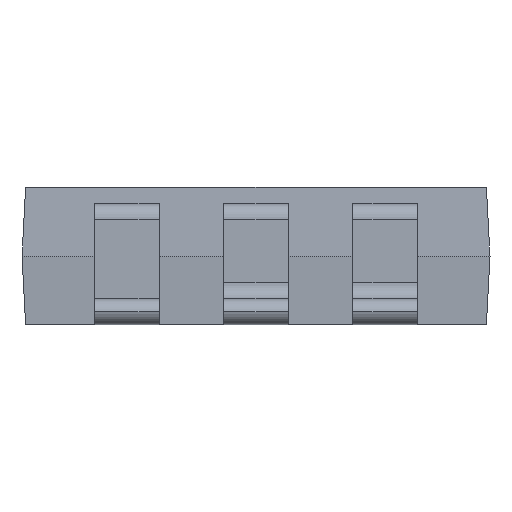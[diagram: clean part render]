
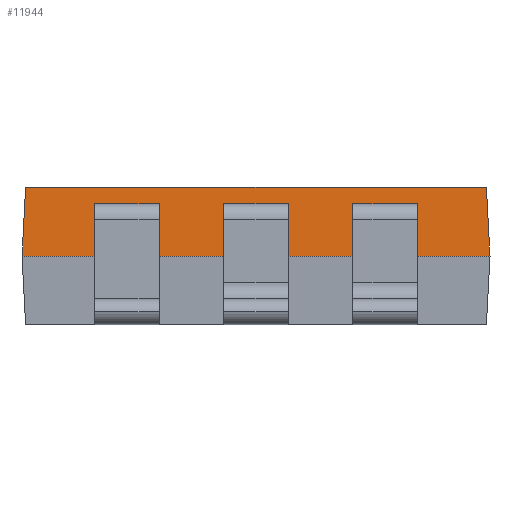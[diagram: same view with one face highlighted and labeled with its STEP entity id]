
A CAD part, front view. The second image highlights one B-rep face of the part: STEP entity #11944.
In plain terms, the highlighted planar face has unit normal (0, -0.999, 0.052).
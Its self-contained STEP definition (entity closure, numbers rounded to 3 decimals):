
#70 = VECTOR ( 'NONE', #7034, 1000. ) ;
#201 = CARTESIAN_POINT ( 'NONE',  ( 1., -0.783, 0.325 ) ) ;
#210 = VECTOR ( 'NONE', #286, 1000. ) ;
#261 = EDGE_CURVE ( 'NONE', #7012, #13281, #12283, .T. ) ;
#286 = DIRECTION ( 'NONE',  ( 0., 0.052, 0.999 ) ) ;
#446 = PLANE ( 'NONE',  #12139 ) ;
#678 = ORIENTED_EDGE ( 'NONE', *, *, #10858, .F. ) ;
#740 = VECTOR ( 'NONE', #12692, 1000. ) ;
#759 = CARTESIAN_POINT ( 'NONE',  ( -0.6, -0.791, 0.165 ) ) ;
#858 = ORIENTED_EDGE ( 'NONE', *, *, #12334, .F. ) ;
#1154 = LINE ( 'NONE', #6759, #9068 ) ;
#1195 = DIRECTION ( 'NONE',  ( 0.052, -0.052, -0.997 ) ) ;
#1672 = CARTESIAN_POINT ( 'NONE',  ( -0.2, -0.783, 0.325 ) ) ;
#1803 = LINE ( 'NONE', #3362, #15236 ) ;
#1878 = CARTESIAN_POINT ( 'NONE',  ( -1.45, -0.8, 0. ) ) ;
#2085 = CARTESIAN_POINT ( 'NONE',  ( -0.2, -0.791, 0.165 ) ) ;
#2212 = CARTESIAN_POINT ( 'NONE',  ( -1., -0.783, 0.325 ) ) ;
#2636 = CARTESIAN_POINT ( 'NONE',  ( 0., -0.778, 0.425 ) ) ;
#2660 = LINE ( 'NONE', #4126, #10237 ) ;
#2712 = ORIENTED_EDGE ( 'NONE', *, *, #16377, .T. ) ;
#2811 = EDGE_LOOP ( 'NONE', ( #13002, #15921, #3601, #2712 ) ) ;
#3059 = EDGE_CURVE ( 'NONE', #5774, #10597, #15233, .T. ) ;
#3179 = VECTOR ( 'NONE', #3737, 1000. ) ;
#3266 = ORIENTED_EDGE ( 'NONE', *, *, #14866, .F. ) ;
#3362 = CARTESIAN_POINT ( 'NONE',  ( 0.2, -0.791, 0.165 ) ) ;
#3601 = ORIENTED_EDGE ( 'NONE', *, *, #17257, .T. ) ;
#3721 = CARTESIAN_POINT ( 'NONE',  ( 1.428, -0.778, 0.425 ) ) ;
#3737 = DIRECTION ( 'NONE',  ( 0., 0.052, 0.999 ) ) ;
#3854 = EDGE_LOOP ( 'NONE', ( #5486, #3266, #14415, #6202 ) ) ;
#4042 = CARTESIAN_POINT ( 'NONE',  ( 1.45, -0.8, 0. ) ) ;
#4126 = CARTESIAN_POINT ( 'NONE',  ( 0.2, -0.783, 0.325 ) ) ;
#4489 = VERTEX_POINT ( 'NONE', #2212 ) ;
#4621 = VERTEX_POINT ( 'NONE', #16850 ) ;
#4940 = ORIENTED_EDGE ( 'NONE', *, *, #15866, .T. ) ;
#4998 = CARTESIAN_POINT ( 'NONE',  ( 0.2, -0.791, 0.165 ) ) ;
#5486 = ORIENTED_EDGE ( 'NONE', *, *, #13049, .F. ) ;
#5500 = VECTOR ( 'NONE', #8198, 1000. ) ;
#5642 = CARTESIAN_POINT ( 'NONE',  ( 1.45, -0.8, 0. ) ) ;
#5688 = CARTESIAN_POINT ( 'NONE',  ( -0.6, -0.791, 0.165 ) ) ;
#5774 = VERTEX_POINT ( 'NONE', #1878 ) ;
#5822 = CARTESIAN_POINT ( 'NONE',  ( -1., -0.791, 0.165 ) ) ;
#6202 = ORIENTED_EDGE ( 'NONE', *, *, #14414, .T. ) ;
#6332 = FACE_BOUND ( 'NONE', #8596, .T. ) ;
#6354 = EDGE_LOOP ( 'NONE', ( #11229, #678, #858, #4940 ) ) ;
#6380 = DIRECTION ( 'NONE',  ( 0., 0.052, 0.999 ) ) ;
#6759 = CARTESIAN_POINT ( 'NONE',  ( -0.6, -0.791, 0.165 ) ) ;
#6947 = ORIENTED_EDGE ( 'NONE', *, *, #261, .T. ) ;
#7012 = VERTEX_POINT ( 'NONE', #8261 ) ;
#7034 = DIRECTION ( 'NONE',  ( 1., 0., 0. ) ) ;
#7241 = LINE ( 'NONE', #17032, #12856 ) ;
#7600 = ORIENTED_EDGE ( 'NONE', *, *, #9023, .T. ) ;
#7902 = FACE_BOUND ( 'NONE', #3854, .T. ) ;
#8198 = DIRECTION ( 'NONE',  ( -1., 0., 0. ) ) ;
#8261 = CARTESIAN_POINT ( 'NONE',  ( 0.2, -0.791, 0.165 ) ) ;
#8594 = VECTOR ( 'NONE', #1195, 1000. ) ;
#8596 = EDGE_LOOP ( 'NONE', ( #8701, #17698, #6947, #7600 ) ) ;
#8620 = VERTEX_POINT ( 'NONE', #201 ) ;
#8701 = ORIENTED_EDGE ( 'NONE', *, *, #17454, .F. ) ;
#8794 = CARTESIAN_POINT ( 'NONE',  ( -0.6, -0.783, 0.325 ) ) ;
#8820 = DIRECTION ( 'NONE',  ( -1., 0., 0. ) ) ;
#8827 = VERTEX_POINT ( 'NONE', #14361 ) ;
#8992 = DIRECTION ( 'NONE',  ( 0., 0.052, 0.999 ) ) ;
#9023 = EDGE_CURVE ( 'NONE', #13281, #15494, #16354, .T. ) ;
#9068 = VECTOR ( 'NONE', #12400, 1000. ) ;
#9538 = LINE ( 'NONE', #2636, #70 ) ;
#9568 = DIRECTION ( 'NONE',  ( -1., 0., 0. ) ) ;
#9578 = VERTEX_POINT ( 'NONE', #12104 ) ;
#10175 = CARTESIAN_POINT ( 'NONE',  ( 1., -0.791, 0.165 ) ) ;
#10237 = VECTOR ( 'NONE', #9568, 1000. ) ;
#10597 = VERTEX_POINT ( 'NONE', #5642 ) ;
#10858 = EDGE_CURVE ( 'NONE', #14162, #10597, #16948, .T. ) ;
#10973 = VECTOR ( 'NONE', #12135, 1000. ) ;
#10994 = CARTESIAN_POINT ( 'NONE',  ( -1.45, -0.8, 0. ) ) ;
#11096 = VERTEX_POINT ( 'NONE', #15164 ) ;
#11229 = ORIENTED_EDGE ( 'NONE', *, *, #3059, .T. ) ;
#11515 = VECTOR ( 'NONE', #17806, 1000. ) ;
#11845 = VERTEX_POINT ( 'NONE', #15845 ) ;
#11944 = ADVANCED_FACE ( 'NONE', ( #7902, #13548, #6332, #17869 ), #446, .T. ) ;
#11985 = CARTESIAN_POINT ( 'NONE',  ( -1.45, -0.8, 0. ) ) ;
#12104 = CARTESIAN_POINT ( 'NONE',  ( 0.2, -0.783, 0.325 ) ) ;
#12135 = DIRECTION ( 'NONE',  ( 1., 0., 0. ) ) ;
#12139 = AXIS2_PLACEMENT_3D ( 'NONE', #11985, #17505, #17683 ) ;
#12212 = LINE ( 'NONE', #759, #17308 ) ;
#12283 = LINE ( 'NONE', #4998, #5500 ) ;
#12334 = EDGE_CURVE ( 'NONE', #11845, #14162, #9538, .T. ) ;
#12374 = VERTEX_POINT ( 'NONE', #16455 ) ;
#12400 = DIRECTION ( 'NONE',  ( -1., 0., 0. ) ) ;
#12646 = CARTESIAN_POINT ( 'NONE',  ( -0.6, -0.783, 0.325 ) ) ;
#12692 = DIRECTION ( 'NONE',  ( 0., 0.052, 0.999 ) ) ;
#12856 = VECTOR ( 'NONE', #16847, 1000. ) ;
#12952 = CARTESIAN_POINT ( 'NONE',  ( -0.2, -0.791, 0.165 ) ) ;
#13002 = ORIENTED_EDGE ( 'NONE', *, *, #14296, .F. ) ;
#13049 = EDGE_CURVE ( 'NONE', #8620, #11096, #17937, .T. ) ;
#13234 = LINE ( 'NONE', #15805, #14270 ) ;
#13281 = VERTEX_POINT ( 'NONE', #12952 ) ;
#13532 = CARTESIAN_POINT ( 'NONE',  ( 1., -0.783, 0.325 ) ) ;
#13548 = FACE_BOUND ( 'NONE', #2811, .T. ) ;
#13808 = DIRECTION ( 'NONE',  ( -1., 0., 0. ) ) ;
#13980 = VECTOR ( 'NONE', #14679, 1000. ) ;
#14061 = EDGE_CURVE ( 'NONE', #12374, #8827, #13234, .T. ) ;
#14162 = VERTEX_POINT ( 'NONE', #3721 ) ;
#14270 = VECTOR ( 'NONE', #8820, 1000. ) ;
#14296 = EDGE_CURVE ( 'NONE', #16415, #4489, #14580, .T. ) ;
#14361 = CARTESIAN_POINT ( 'NONE',  ( 0.6, -0.791, 0.165 ) ) ;
#14414 = EDGE_CURVE ( 'NONE', #8827, #11096, #15109, .T. ) ;
#14415 = ORIENTED_EDGE ( 'NONE', *, *, #14061, .T. ) ;
#14580 = LINE ( 'NONE', #8794, #13980 ) ;
#14679 = DIRECTION ( 'NONE',  ( -1., 0., 0. ) ) ;
#14866 = EDGE_CURVE ( 'NONE', #12374, #8620, #16921, .T. ) ;
#15109 = LINE ( 'NONE', #16318, #11515 ) ;
#15164 = CARTESIAN_POINT ( 'NONE',  ( 0.6, -0.783, 0.325 ) ) ;
#15233 = LINE ( 'NONE', #10994, #10973 ) ;
#15236 = VECTOR ( 'NONE', #8992, 1000. ) ;
#15494 = VERTEX_POINT ( 'NONE', #1672 ) ;
#15805 = CARTESIAN_POINT ( 'NONE',  ( 1., -0.791, 0.165 ) ) ;
#15845 = CARTESIAN_POINT ( 'NONE',  ( -1.428, -0.778, 0.425 ) ) ;
#15866 = EDGE_CURVE ( 'NONE', #11845, #5774, #7241, .T. ) ;
#15921 = ORIENTED_EDGE ( 'NONE', *, *, #18179, .F. ) ;
#16291 = VECTOR ( 'NONE', #13808, 1000. ) ;
#16318 = CARTESIAN_POINT ( 'NONE',  ( 0.6, -0.791, 0.165 ) ) ;
#16354 = LINE ( 'NONE', #2085, #3179 ) ;
#16377 = EDGE_CURVE ( 'NONE', #4621, #4489, #17052, .T. ) ;
#16415 = VERTEX_POINT ( 'NONE', #12646 ) ;
#16455 = CARTESIAN_POINT ( 'NONE',  ( 1., -0.791, 0.165 ) ) ;
#16847 = DIRECTION ( 'NONE',  ( -0.052, -0.052, -0.997 ) ) ;
#16850 = CARTESIAN_POINT ( 'NONE',  ( -1., -0.791, 0.165 ) ) ;
#16921 = LINE ( 'NONE', #10175, #740 ) ;
#16945 = VERTEX_POINT ( 'NONE', #5688 ) ;
#16948 = LINE ( 'NONE', #4042, #8594 ) ;
#17032 = CARTESIAN_POINT ( 'NONE',  ( -1.45, -0.8, 0. ) ) ;
#17052 = LINE ( 'NONE', #5822, #210 ) ;
#17085 = EDGE_CURVE ( 'NONE', #7012, #9578, #1803, .T. ) ;
#17257 = EDGE_CURVE ( 'NONE', #16945, #4621, #1154, .T. ) ;
#17308 = VECTOR ( 'NONE', #6380, 1000. ) ;
#17454 = EDGE_CURVE ( 'NONE', #9578, #15494, #2660, .T. ) ;
#17505 = DIRECTION ( 'NONE',  ( 0., -0.999, 0.052 ) ) ;
#17683 = DIRECTION ( 'NONE',  ( 0., -0.052, -0.999 ) ) ;
#17698 = ORIENTED_EDGE ( 'NONE', *, *, #17085, .F. ) ;
#17806 = DIRECTION ( 'NONE',  ( 0., 0.052, 0.999 ) ) ;
#17869 = FACE_OUTER_BOUND ( 'NONE', #6354, .T. ) ;
#17937 = LINE ( 'NONE', #13532, #16291 ) ;
#18179 = EDGE_CURVE ( 'NONE', #16945, #16415, #12212, .T. ) ;
